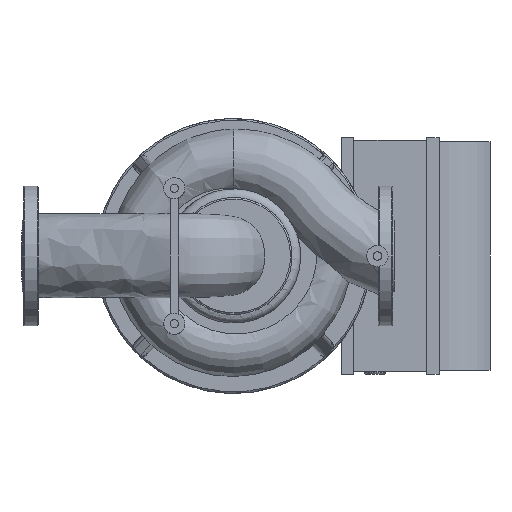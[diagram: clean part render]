
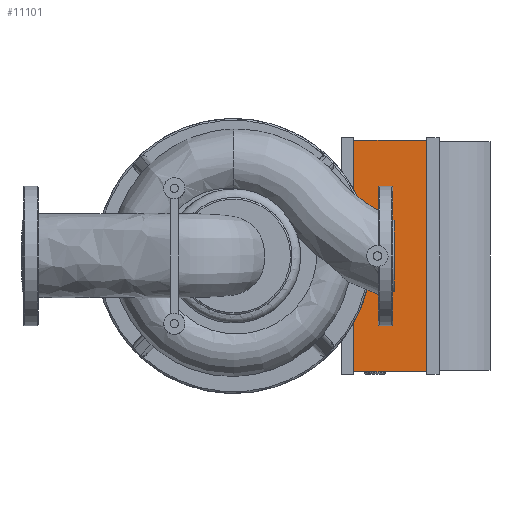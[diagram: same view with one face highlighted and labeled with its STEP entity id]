
A CAD part, front view. The second image highlights one B-rep face of the part: STEP entity #11101.
In plain terms, the highlighted planar face has unit normal (0, -1, 0).
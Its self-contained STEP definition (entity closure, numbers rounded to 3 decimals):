
#1027=LINE($,#26016,#1974);
#1059=LINE($,#26095,#2006);
#1060=LINE($,#26097,#2007);
#1061=LINE($,#26098,#2008);
#1974=VECTOR($,#15183,86.);
#2006=VECTOR($,#15255,274.);
#2007=VECTOR($,#15256,86.);
#2008=VECTOR($,#15257,274.);
#2538=PLANE($,#12255);
#3298=FACE_OUTER_BOUND($,#4077,.T.);
#4077=EDGE_LOOP($,(#10033,#10034,#10035,#10036));
#5550=VERTEX_POINT($,#26013);
#5551=VERTEX_POINT($,#26015);
#5578=VERTEX_POINT($,#26094);
#5579=VERTEX_POINT($,#26096);
#7048=EDGE_CURVE($,#5551,#5550,#1027,.T.);
#7086=EDGE_CURVE($,#5578,#5550,#1059,.T.);
#7087=EDGE_CURVE($,#5578,#5579,#1060,.T.);
#7088=EDGE_CURVE($,#5579,#5551,#1061,.T.);
#10033=ORIENTED_EDGE($,*,*,#7048,.T.);
#10034=ORIENTED_EDGE($,*,*,#7086,.F.);
#10035=ORIENTED_EDGE($,*,*,#7087,.T.);
#10036=ORIENTED_EDGE($,*,*,#7088,.T.);
#11101=ADVANCED_FACE($,(#3298),#2538,.T.);
#12255=AXIS2_PLACEMENT_3D($,#26093,#15253,#15254);
#15183=DIRECTION($,(1.,0.,0.));
#15253=DIRECTION('center_axis',(0.,-1.,0.));
#15254=DIRECTION('ref_axis',(0.,0.,-1.));
#15255=DIRECTION($,(0.,0.,-1.));
#15256=DIRECTION($,(-1.,0.,0.));
#15257=DIRECTION($,(0.,0.,-1.));
#26013=CARTESIAN_POINT('',(478.,286.,-137.));
#26015=CARTESIAN_POINT('',(392.,286.,-137.));
#26016=CARTESIAN_POINT($,(456.5,286.,-137.));
#26093=CARTESIAN_POINT('Origin',(478.,286.,0.));
#26094=CARTESIAN_POINT('',(478.,286.,137.));
#26095=CARTESIAN_POINT($,(478.,286.,0.));
#26096=CARTESIAN_POINT('',(392.,286.,137.));
#26097=CARTESIAN_POINT($,(456.5,286.,137.));
#26098=CARTESIAN_POINT($,(392.,286.,0.));
